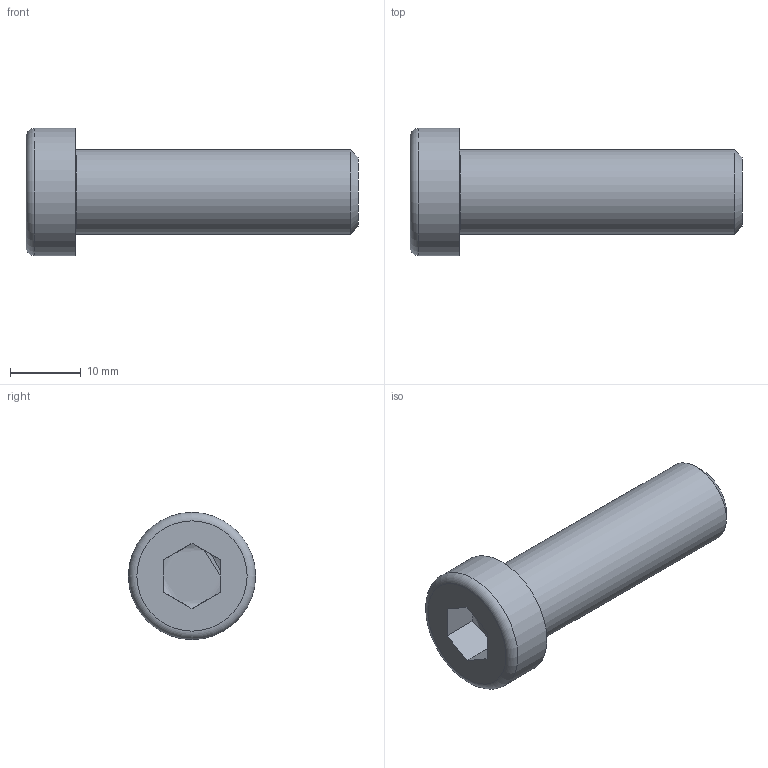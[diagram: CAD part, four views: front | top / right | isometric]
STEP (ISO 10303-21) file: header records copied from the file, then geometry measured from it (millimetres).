
FILE_DESCRIPTION(/* description */ ('Zylinderkopfschraube DIN 7984 - M12 x 40'),/* implementation_level */ '2;1');
FILE_NAME(/* name */ '211257-0.step',/* time_stamp */ '2021-08-27T11:22:05+02:00',/* author */ ('Oster'),/* organization */ (''),/* preprocessor_version */ 'ST-DEVELOPER v18.1',/* originating_system */ 'Autodesk Inventor 2021',/* authorisation */ '');
FILE_SCHEMA (('AUTOMOTIVE_DESIGN { 1 0 10303 214 3 1 1 }'));
Length unit declared in the file: millimetre
Products named in the file (1): leer
Bounding box: 47 x 18 x 18 mm (x, y, z)
Volume: 5932.8 mm3; surface area: 2509.8 mm2
Topology: 1 solids, 1 shells, 15 faces, 36 edges, 24 vertices
Faces by surface type: plane 9, torus 2, cylinder 2, cone 2
Full cylindrical faces by diameter (mm): 12 x1, 18 x1
Entity records: 471 total; most frequent: CARTESIAN_POINT 89, DIRECTION 72, ORIENTED_EDGE 70, EDGE_CURVE 35, AXIS2_PLACEMENT_3D 28, VERTEX_POINT 24, EDGE_LOOP 17, LINE 16
